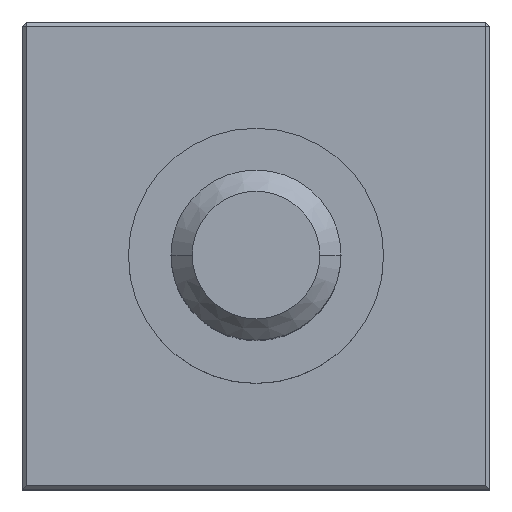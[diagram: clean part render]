
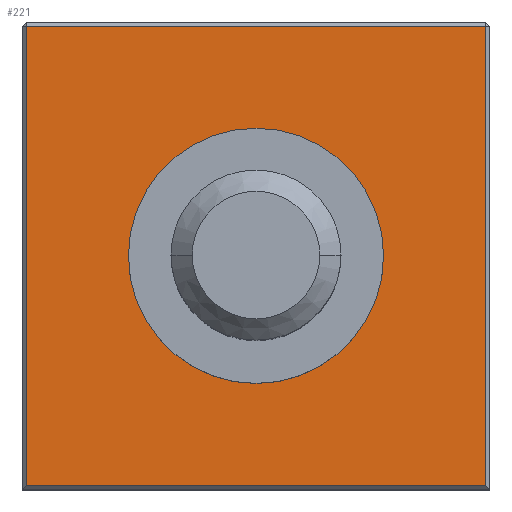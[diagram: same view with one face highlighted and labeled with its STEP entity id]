
A CAD part, top view. The second image highlights one B-rep face of the part: STEP entity #221.
In plain terms, the highlighted planar face has unit normal (0, 0, 1).
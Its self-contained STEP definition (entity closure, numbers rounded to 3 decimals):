
#9 = FACE_OUTER_BOUND ( 'NONE', #570, .T. ) ;
#35 = ORIENTED_EDGE ( 'NONE', *, *, #559, .T. ) ;
#36 = DIRECTION ( 'NONE',  ( -1., 0., 0. ) ) ;
#40 = CARTESIAN_POINT ( 'NONE',  ( 0., 0., 2. ) ) ;
#69 = ORIENTED_EDGE ( 'NONE', *, *, #589, .T. ) ;
#84 = AXIS2_PLACEMENT_3D ( 'NONE', #232, #405, #523 ) ;
#108 = CARTESIAN_POINT ( 'NONE',  ( 0., -5.4, 2. ) ) ;
#131 = CARTESIAN_POINT ( 'NONE',  ( -5.4, 0., 2. ) ) ;
#138 = CARTESIAN_POINT ( 'NONE',  ( 0., 5.4, 2. ) ) ;
#161 = PLANE ( 'NONE',  #351 ) ;
#168 = VECTOR ( 'NONE', #713, 1000. ) ;
#186 = EDGE_CURVE ( 'NONE', #215, #642, #201, .T. ) ;
#201 = LINE ( 'NONE', #131, #168 ) ;
#215 = VERTEX_POINT ( 'NONE', #736 ) ;
#221 = ADVANCED_FACE ( 'NONE', ( #294, #9 ), #161, .F. ) ;
#232 = CARTESIAN_POINT ( 'NONE',  ( 0., 0., 2. ) ) ;
#246 = CARTESIAN_POINT ( 'NONE',  ( 5.4, 0., 2. ) ) ;
#261 = EDGE_LOOP ( 'NONE', ( #572, #320 ) ) ;
#270 = EDGE_CURVE ( 'NONE', #507, #608, #340, .T. ) ;
#294 = FACE_BOUND ( 'NONE', #261, .T. ) ;
#299 = DIRECTION ( 'NONE',  ( 1., 0., 0. ) ) ;
#320 = ORIENTED_EDGE ( 'NONE', *, *, #361, .F. ) ;
#340 = CIRCLE ( 'NONE', #711, 3. ) ;
#351 = AXIS2_PLACEMENT_3D ( 'NONE', #40, #678, #610 ) ;
#361 = EDGE_CURVE ( 'NONE', #608, #507, #705, .T. ) ;
#366 = ORIENTED_EDGE ( 'NONE', *, *, #186, .T. ) ;
#368 = CARTESIAN_POINT ( 'NONE',  ( -3., 0., 2. ) ) ;
#372 = ORIENTED_EDGE ( 'NONE', *, *, #387, .T. ) ;
#376 = DIRECTION ( 'NONE',  ( -1., 0., 0. ) ) ;
#387 = EDGE_CURVE ( 'NONE', #642, #452, #606, .T. ) ;
#405 = DIRECTION ( 'NONE',  ( 0., 0., 1. ) ) ;
#437 = CARTESIAN_POINT ( 'NONE',  ( 5.4, 5.4, 2. ) ) ;
#452 = VERTEX_POINT ( 'NONE', #478 ) ;
#478 = CARTESIAN_POINT ( 'NONE',  ( 5.4, -5.4, 2. ) ) ;
#492 = CARTESIAN_POINT ( 'NONE',  ( 3., 0., 2. ) ) ;
#494 = VECTOR ( 'NONE', #762, 1000. ) ;
#507 = VERTEX_POINT ( 'NONE', #368 ) ;
#523 = DIRECTION ( 'NONE',  ( -1., 0., 0. ) ) ;
#553 = LINE ( 'NONE', #138, #583 ) ;
#555 = VECTOR ( 'NONE', #299, 1000. ) ;
#559 = EDGE_CURVE ( 'NONE', #452, #660, #746, .T. ) ;
#570 = EDGE_LOOP ( 'NONE', ( #35, #69, #366, #372 ) ) ;
#572 = ORIENTED_EDGE ( 'NONE', *, *, #270, .F. ) ;
#583 = VECTOR ( 'NONE', #376, 1000. ) ;
#589 = EDGE_CURVE ( 'NONE', #660, #215, #553, .T. ) ;
#606 = LINE ( 'NONE', #108, #555 ) ;
#608 = VERTEX_POINT ( 'NONE', #492 ) ;
#610 = DIRECTION ( 'NONE',  ( -1., 0., 0. ) ) ;
#612 = CARTESIAN_POINT ( 'NONE',  ( 0., 0., 2. ) ) ;
#642 = VERTEX_POINT ( 'NONE', #720 ) ;
#660 = VERTEX_POINT ( 'NONE', #437 ) ;
#678 = DIRECTION ( 'NONE',  ( 0., 0., -1. ) ) ;
#705 = CIRCLE ( 'NONE', #84, 3. ) ;
#711 = AXIS2_PLACEMENT_3D ( 'NONE', #612, #741, #36 ) ;
#713 = DIRECTION ( 'NONE',  ( 0., -1., 0. ) ) ;
#720 = CARTESIAN_POINT ( 'NONE',  ( -5.4, -5.4, 2. ) ) ;
#736 = CARTESIAN_POINT ( 'NONE',  ( -5.4, 5.4, 2. ) ) ;
#741 = DIRECTION ( 'NONE',  ( 0., 0., 1. ) ) ;
#746 = LINE ( 'NONE', #246, #494 ) ;
#762 = DIRECTION ( 'NONE',  ( 0., 1., 0. ) ) ;
